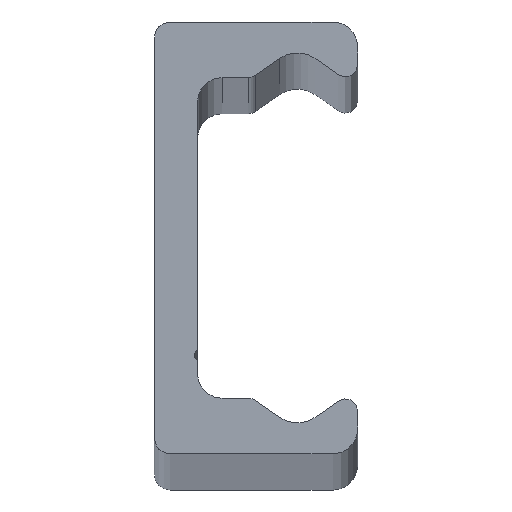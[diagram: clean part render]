
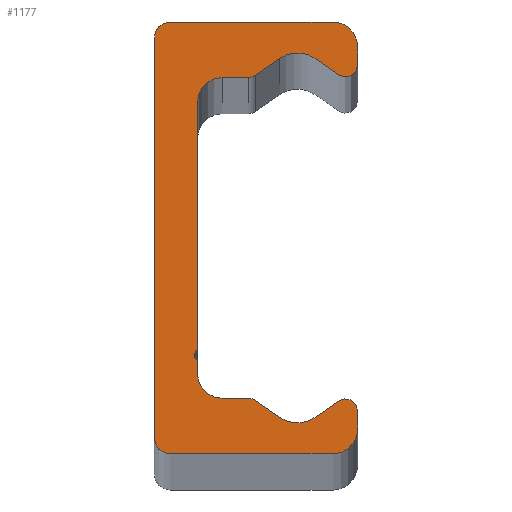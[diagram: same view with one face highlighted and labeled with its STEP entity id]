
A CAD part, top view. The second image highlights one B-rep face of the part: STEP entity #1177.
In plain terms, the highlighted planar face has unit normal (0, 0, 1).
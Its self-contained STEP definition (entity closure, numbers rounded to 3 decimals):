
#34=VECTOR('',#1549,1.);
#39=VECTOR('',#1561,1.);
#43=VECTOR('',#1572,1.);
#47=VECTOR('',#1583,1.);
#51=VECTOR('',#1594,1.);
#55=VECTOR('',#1605,1.);
#59=VECTOR('',#1616,1.);
#63=VECTOR('',#1627,1.);
#67=VECTOR('',#1638,1.);
#71=VECTOR('',#1649,1.);
#75=VECTOR('',#1660,1.);
#79=VECTOR('',#1671,1.);
#83=VECTOR('',#1682,1.);
#86=LINE('',#1862,#34);
#91=LINE('',#1877,#39);
#95=LINE('',#1889,#43);
#99=LINE('',#1901,#47);
#103=LINE('',#1913,#51);
#107=LINE('',#1925,#55);
#111=LINE('',#1937,#59);
#115=LINE('',#1949,#63);
#119=LINE('',#1961,#67);
#123=LINE('',#1973,#71);
#127=LINE('',#1985,#75);
#131=LINE('',#1997,#79);
#135=LINE('',#2009,#83);
#151=PLANE('',#1336);
#237=VERTEX_POINT('',#1863);
#238=VERTEX_POINT('',#1864);
#241=VERTEX_POINT('',#1872);
#243=VERTEX_POINT('',#1878);
#245=VERTEX_POINT('',#1884);
#247=VERTEX_POINT('',#1890);
#249=VERTEX_POINT('',#1896);
#251=VERTEX_POINT('',#1902);
#253=VERTEX_POINT('',#1908);
#255=VERTEX_POINT('',#1914);
#257=VERTEX_POINT('',#1920);
#259=VERTEX_POINT('',#1926);
#261=VERTEX_POINT('',#1932);
#263=VERTEX_POINT('',#1938);
#265=VERTEX_POINT('',#1944);
#267=VERTEX_POINT('',#1950);
#269=VERTEX_POINT('',#1956);
#271=VERTEX_POINT('',#1962);
#273=VERTEX_POINT('',#1968);
#275=VERTEX_POINT('',#1974);
#277=VERTEX_POINT('',#1980);
#279=VERTEX_POINT('',#1986);
#281=VERTEX_POINT('',#1992);
#283=VERTEX_POINT('',#1998);
#285=VERTEX_POINT('',#2004);
#287=VERTEX_POINT('',#2010);
#352=CIRCLE('',#1286,2.);
#354=CIRCLE('',#1290,1.);
#356=CIRCLE('',#1294,2.5);
#358=CIRCLE('',#1298,1.);
#360=CIRCLE('',#1302,2.);
#362=CIRCLE('',#1306,0.5);
#364=CIRCLE('',#1310,2.);
#366=CIRCLE('',#1314,1.);
#368=CIRCLE('',#1318,2.5);
#370=CIRCLE('',#1322,1.);
#372=CIRCLE('',#1326,2.);
#374=CIRCLE('',#1330,1.3);
#376=CIRCLE('',#1334,1.3);
#441=EDGE_CURVE('',#237,#238,#86,.T.);
#445=EDGE_CURVE('',#238,#241,#352,.T.);
#448=EDGE_CURVE('',#241,#243,#91,.T.);
#451=EDGE_CURVE('',#243,#245,#354,.T.);
#454=EDGE_CURVE('',#245,#247,#95,.T.);
#457=EDGE_CURVE('',#247,#249,#356,.T.);
#460=EDGE_CURVE('',#249,#251,#99,.T.);
#463=EDGE_CURVE('',#251,#253,#358,.T.);
#466=EDGE_CURVE('',#253,#255,#103,.T.);
#469=EDGE_CURVE('',#255,#257,#360,.T.);
#472=EDGE_CURVE('',#257,#259,#107,.T.);
#475=EDGE_CURVE('',#259,#261,#362,.T.);
#478=EDGE_CURVE('',#261,#263,#111,.T.);
#481=EDGE_CURVE('',#263,#265,#364,.T.);
#484=EDGE_CURVE('',#265,#267,#115,.T.);
#487=EDGE_CURVE('',#267,#269,#366,.T.);
#490=EDGE_CURVE('',#269,#271,#119,.T.);
#493=EDGE_CURVE('',#271,#273,#368,.T.);
#496=EDGE_CURVE('',#273,#275,#123,.T.);
#499=EDGE_CURVE('',#275,#277,#370,.T.);
#502=EDGE_CURVE('',#277,#279,#127,.T.);
#505=EDGE_CURVE('',#279,#281,#372,.T.);
#508=EDGE_CURVE('',#281,#283,#131,.T.);
#511=EDGE_CURVE('',#283,#285,#374,.T.);
#514=EDGE_CURVE('',#285,#287,#135,.T.);
#517=EDGE_CURVE('',#287,#237,#376,.T.);
#749=ORIENTED_EDGE('',*,*,#441,.F.);
#750=ORIENTED_EDGE('',*,*,#517,.F.);
#751=ORIENTED_EDGE('',*,*,#514,.F.);
#752=ORIENTED_EDGE('',*,*,#511,.F.);
#753=ORIENTED_EDGE('',*,*,#508,.F.);
#754=ORIENTED_EDGE('',*,*,#505,.F.);
#755=ORIENTED_EDGE('',*,*,#502,.F.);
#756=ORIENTED_EDGE('',*,*,#499,.F.);
#757=ORIENTED_EDGE('',*,*,#496,.F.);
#758=ORIENTED_EDGE('',*,*,#493,.F.);
#759=ORIENTED_EDGE('',*,*,#490,.F.);
#760=ORIENTED_EDGE('',*,*,#487,.F.);
#761=ORIENTED_EDGE('',*,*,#484,.F.);
#762=ORIENTED_EDGE('',*,*,#481,.F.);
#763=ORIENTED_EDGE('',*,*,#478,.F.);
#764=ORIENTED_EDGE('',*,*,#475,.F.);
#765=ORIENTED_EDGE('',*,*,#472,.F.);
#766=ORIENTED_EDGE('',*,*,#469,.F.);
#767=ORIENTED_EDGE('',*,*,#466,.F.);
#768=ORIENTED_EDGE('',*,*,#463,.F.);
#769=ORIENTED_EDGE('',*,*,#460,.F.);
#770=ORIENTED_EDGE('',*,*,#457,.F.);
#771=ORIENTED_EDGE('',*,*,#454,.F.);
#772=ORIENTED_EDGE('',*,*,#451,.F.);
#773=ORIENTED_EDGE('',*,*,#448,.F.);
#774=ORIENTED_EDGE('',*,*,#445,.F.);
#953=EDGE_LOOP('',(#749,#750,#751,#752,#753,#754,#755,#756,#757,#758,#759,
#760,#761,#762,#763,#764,#765,#766,#767,#768,#769,#770,#771,#772,#773,#774));
#1107=FACE_BOUND('',#953,.T.);
#1177=ADVANCED_FACE('',(#1107),#151,.T.);
#1286=AXIS2_PLACEMENT_3D('',#1871,#1555,#1556);
#1290=AXIS2_PLACEMENT_3D('',#1883,#1566,#1567);
#1294=AXIS2_PLACEMENT_3D('',#1895,#1577,#1578);
#1298=AXIS2_PLACEMENT_3D('',#1907,#1588,#1589);
#1302=AXIS2_PLACEMENT_3D('',#1919,#1599,#1600);
#1306=AXIS2_PLACEMENT_3D('',#1931,#1610,#1611);
#1310=AXIS2_PLACEMENT_3D('',#1943,#1621,#1622);
#1314=AXIS2_PLACEMENT_3D('',#1955,#1632,#1633);
#1318=AXIS2_PLACEMENT_3D('',#1967,#1643,#1644);
#1322=AXIS2_PLACEMENT_3D('',#1979,#1654,#1655);
#1326=AXIS2_PLACEMENT_3D('',#1991,#1665,#1666);
#1330=AXIS2_PLACEMENT_3D('',#2003,#1676,#1677);
#1334=AXIS2_PLACEMENT_3D('',#2015,#1687,#1688);
#1336=AXIS2_PLACEMENT_3D('',#2017,#1691,$);
#1549=DIRECTION('',(1.,0.,0.));
#1555=DIRECTION('',(0.,0.,-1.));
#1556=DIRECTION('',(2.,0.,0.));
#1561=DIRECTION('',(0.,-1.,0.));
#1566=DIRECTION('',(0.,0.,-1.));
#1567=DIRECTION('',(1.,0.,0.));
#1572=DIRECTION('',(-0.819,0.574,0.));
#1577=DIRECTION('',(0.,0.,1.));
#1578=DIRECTION('',(2.5,0.,0.));
#1583=DIRECTION('',(-0.819,-0.574,0.));
#1588=DIRECTION('',(0.,0.,-1.));
#1589=DIRECTION('',(1.,0.,0.));
#1594=DIRECTION('',(-1.,0.,0.));
#1599=DIRECTION('',(0.,0.,1.));
#1600=DIRECTION('',(2.,0.,0.));
#1605=DIRECTION('',(0.,-1.,0.));
#1610=DIRECTION('',(0.,0.,1.));
#1611=DIRECTION('',(0.5,0.,0.));
#1616=DIRECTION('',(0.,-1.,0.));
#1621=DIRECTION('',(0.,0.,1.));
#1622=DIRECTION('',(2.,0.,0.));
#1627=DIRECTION('',(1.,0.,0.));
#1632=DIRECTION('',(0.,0.,-1.));
#1633=DIRECTION('',(1.,0.,0.));
#1638=DIRECTION('',(0.819,-0.574,0.));
#1643=DIRECTION('',(0.,0.,1.));
#1644=DIRECTION('',(2.5,0.,0.));
#1649=DIRECTION('',(0.819,0.574,0.));
#1654=DIRECTION('',(0.,0.,-1.));
#1655=DIRECTION('',(1.,0.,0.));
#1660=DIRECTION('',(0.,-1.,0.));
#1665=DIRECTION('',(0.,0.,-1.));
#1666=DIRECTION('',(2.,0.,0.));
#1671=DIRECTION('',(-1.,0.,0.));
#1676=DIRECTION('',(0.,0.,-1.));
#1677=DIRECTION('',(1.3,0.,0.));
#1682=DIRECTION('',(0.,1.,0.));
#1687=DIRECTION('',(0.,0.,-1.));
#1688=DIRECTION('',(1.3,0.,0.));
#1691=DIRECTION('',(0.,0.,1.));
#1862=CARTESIAN_POINT('',(14.5,17.5,1680.));
#1863=CARTESIAN_POINT('',(1.3,17.5,1680.));
#1864=CARTESIAN_POINT('',(14.5,17.5,1680.));
#1871=CARTESIAN_POINT('',(14.5,15.5,1680.));
#1872=CARTESIAN_POINT('',(16.5,15.5,1680.));
#1877=CARTESIAN_POINT('',(16.5,14.042,1680.));
#1878=CARTESIAN_POINT('',(16.5,14.042,1680.));
#1883=CARTESIAN_POINT('',(15.5,14.042,1680.));
#1884=CARTESIAN_POINT('',(14.926,13.223,1680.));
#1889=CARTESIAN_POINT('',(13.034,14.548,1680.));
#1890=CARTESIAN_POINT('',(13.034,14.548,1680.));
#1895=CARTESIAN_POINT('',(11.6,12.5,1680.));
#1896=CARTESIAN_POINT('',(10.166,14.548,1680.));
#1901=CARTESIAN_POINT('',(8.214,13.181,1680.));
#1902=CARTESIAN_POINT('',(8.214,13.181,1680.));
#1907=CARTESIAN_POINT('',(7.64,14.,1680.));
#1908=CARTESIAN_POINT('',(7.64,13.,1680.));
#1913=CARTESIAN_POINT('',(5.5,13.,1680.));
#1914=CARTESIAN_POINT('',(5.5,13.,1680.));
#1919=CARTESIAN_POINT('',(5.5,11.,1680.));
#1920=CARTESIAN_POINT('',(3.5,11.,1680.));
#1925=CARTESIAN_POINT('',(3.5,-9.067,1680.));
#1926=CARTESIAN_POINT('',(3.5,-9.067,1680.));
#1931=CARTESIAN_POINT('',(3.75,-9.5,1680.));
#1932=CARTESIAN_POINT('',(3.5,-9.933,1680.));
#1937=CARTESIAN_POINT('',(3.5,-11.,1680.));
#1938=CARTESIAN_POINT('',(3.5,-11.,1680.));
#1943=CARTESIAN_POINT('',(5.5,-11.,1680.));
#1944=CARTESIAN_POINT('',(5.5,-13.,1680.));
#1949=CARTESIAN_POINT('',(7.64,-13.,1680.));
#1950=CARTESIAN_POINT('',(7.64,-13.,1680.));
#1955=CARTESIAN_POINT('',(7.64,-14.,1680.));
#1956=CARTESIAN_POINT('',(8.214,-13.181,1680.));
#1961=CARTESIAN_POINT('',(10.166,-14.548,1680.));
#1962=CARTESIAN_POINT('',(10.166,-14.548,1680.));
#1967=CARTESIAN_POINT('',(11.6,-12.5,1680.));
#1968=CARTESIAN_POINT('',(13.034,-14.548,1680.));
#1973=CARTESIAN_POINT('',(14.926,-13.223,1680.));
#1974=CARTESIAN_POINT('',(14.926,-13.223,1680.));
#1979=CARTESIAN_POINT('',(15.5,-14.042,1680.));
#1980=CARTESIAN_POINT('',(16.5,-14.042,1680.));
#1985=CARTESIAN_POINT('',(16.5,-15.5,1680.));
#1986=CARTESIAN_POINT('',(16.5,-15.5,1680.));
#1991=CARTESIAN_POINT('',(14.5,-15.5,1680.));
#1992=CARTESIAN_POINT('',(14.5,-17.5,1680.));
#1997=CARTESIAN_POINT('',(1.3,-17.5,1680.));
#1998=CARTESIAN_POINT('',(1.3,-17.5,1680.));
#2003=CARTESIAN_POINT('',(1.3,-16.2,1680.));
#2004=CARTESIAN_POINT('',(0.,-16.2,1680.));
#2009=CARTESIAN_POINT('',(0.,16.2,1680.));
#2010=CARTESIAN_POINT('',(0.,16.2,1680.));
#2015=CARTESIAN_POINT('',(1.3,16.2,1680.));
#2017=CARTESIAN_POINT('',(5.942,-0.014,1680.));
